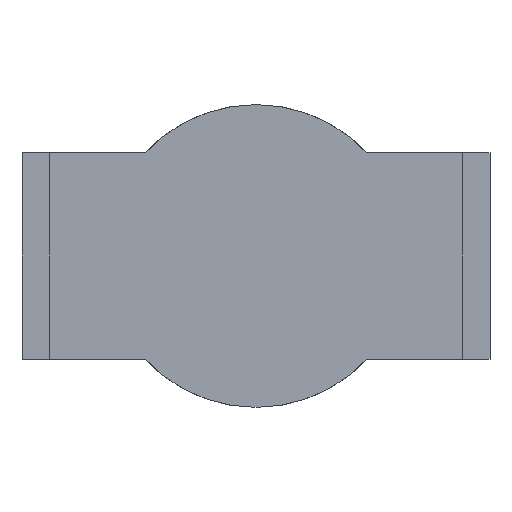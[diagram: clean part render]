
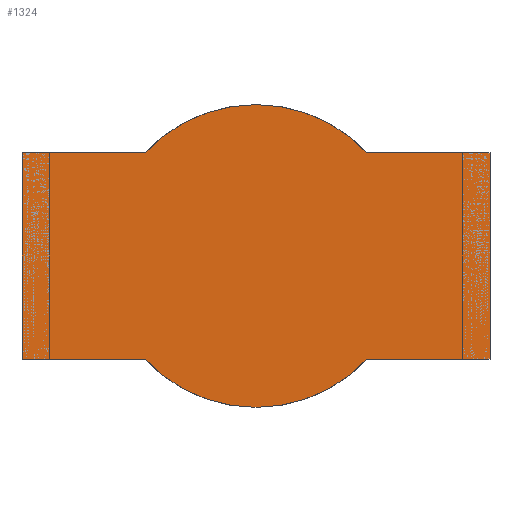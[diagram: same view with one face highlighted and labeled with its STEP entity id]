
A CAD part, front view. The second image highlights one B-rep face of the part: STEP entity #1324.
In plain terms, the highlighted planar face has unit normal (0, -1, 0).
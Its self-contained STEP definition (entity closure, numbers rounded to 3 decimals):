
#51=PLANE('',#1428);
#93=LINE('',#1923,#242);
#98=LINE('',#1933,#247);
#102=LINE('',#1946,#251);
#106=LINE('',#1953,#255);
#134=LINE('',#2023,#283);
#141=LINE('',#2036,#290);
#242=VECTOR('',#1539,10.);
#247=VECTOR('',#1546,10.);
#251=VECTOR('',#1560,10.);
#255=VECTOR('',#1566,10.);
#283=VECTOR('',#1634,10.);
#290=VECTOR('',#1649,10.);
#425=FACE_OUTER_BOUND('',#497,.T.);
#497=EDGE_LOOP('',(#1064,#1065,#1066,#1067,#1068,#1069,#1070,#1071));
#555=CIRCLE('',#1398,22.);
#557=CIRCLE('',#1400,22.);
#608=VERTEX_POINT('',#1920);
#609=VERTEX_POINT('',#1922);
#610=VERTEX_POINT('',#1926);
#613=VERTEX_POINT('',#1931);
#614=VERTEX_POINT('',#1935);
#615=VERTEX_POINT('',#1937);
#617=VERTEX_POINT('',#1945);
#619=VERTEX_POINT('',#1951);
#739=EDGE_CURVE('',#608,#609,#93,.T.);
#744=EDGE_CURVE('',#613,#610,#98,.T.);
#746=EDGE_CURVE('',#615,#614,#555,.T.);
#749=EDGE_CURVE('',#608,#610,#557,.T.);
#751=EDGE_CURVE('',#617,#615,#102,.T.);
#755=EDGE_CURVE('',#614,#619,#106,.T.);
#789=EDGE_CURVE('',#619,#609,#134,.T.);
#796=EDGE_CURVE('',#617,#613,#141,.T.);
#1064=ORIENTED_EDGE('',*,*,#751,.T.);
#1065=ORIENTED_EDGE('',*,*,#746,.T.);
#1066=ORIENTED_EDGE('',*,*,#755,.T.);
#1067=ORIENTED_EDGE('',*,*,#789,.T.);
#1068=ORIENTED_EDGE('',*,*,#739,.F.);
#1069=ORIENTED_EDGE('',*,*,#749,.T.);
#1070=ORIENTED_EDGE('',*,*,#744,.F.);
#1071=ORIENTED_EDGE('',*,*,#796,.F.);
#1324=ADVANCED_FACE('',(#425),#51,.F.);
#1398=AXIS2_PLACEMENT_3D('',#1938,#1550,#1551);
#1400=AXIS2_PLACEMENT_3D('',#1942,#1555,#1556);
#1428=AXIS2_PLACEMENT_3D('',#2040,#1654,#1655);
#1539=DIRECTION('',(1.,0.,0.));
#1546=DIRECTION('',(1.,0.,0.));
#1550=DIRECTION('center_axis',(0.,-1.,0.));
#1551=DIRECTION('ref_axis',(-1.,0.,0.));
#1555=DIRECTION('center_axis',(0.,-1.,0.));
#1556=DIRECTION('ref_axis',(-1.,0.,0.));
#1560=DIRECTION('',(1.,0.,0.));
#1566=DIRECTION('',(1.,0.,0.));
#1634=DIRECTION('',(0.,0.,1.));
#1649=DIRECTION('',(0.,0.,1.));
#1654=DIRECTION('center_axis',(0.,1.,0.));
#1655=DIRECTION('ref_axis',(1.,0.,0.));
#1920=CARTESIAN_POINT('',(46.093,0.,30.));
#1922=CARTESIAN_POINT('',(64.,0.,30.));
#1923=CARTESIAN_POINT('',(-4.,0.,30.));
#1926=CARTESIAN_POINT('',(13.907,0.,30.));
#1931=CARTESIAN_POINT('',(-4.,0.,30.));
#1933=CARTESIAN_POINT('',(-4.,0.,30.));
#1935=CARTESIAN_POINT('',(46.093,0.,0.));
#1937=CARTESIAN_POINT('',(13.907,0.,0.));
#1938=CARTESIAN_POINT('Origin',(30.,0.,15.));
#1942=CARTESIAN_POINT('Origin',(30.,0.,15.));
#1945=CARTESIAN_POINT('',(-4.,0.,0.));
#1946=CARTESIAN_POINT('',(60.,0.,0.));
#1951=CARTESIAN_POINT('',(64.,0.,0.));
#1953=CARTESIAN_POINT('',(60.,0.,0.));
#2023=CARTESIAN_POINT('',(64.,0.,0.));
#2036=CARTESIAN_POINT('',(-4.,0.,0.));
#2040=CARTESIAN_POINT('Origin',(30.,0.,15.));
